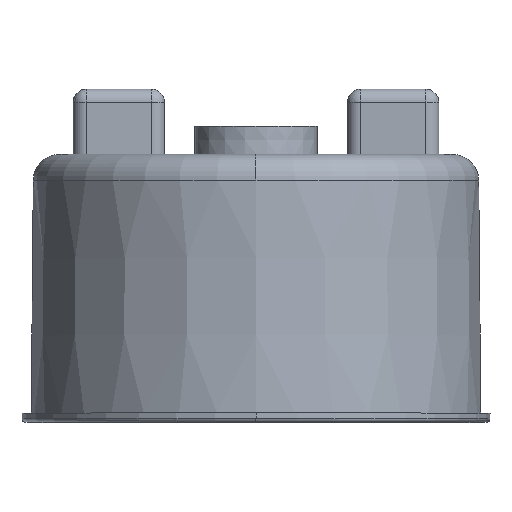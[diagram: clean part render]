
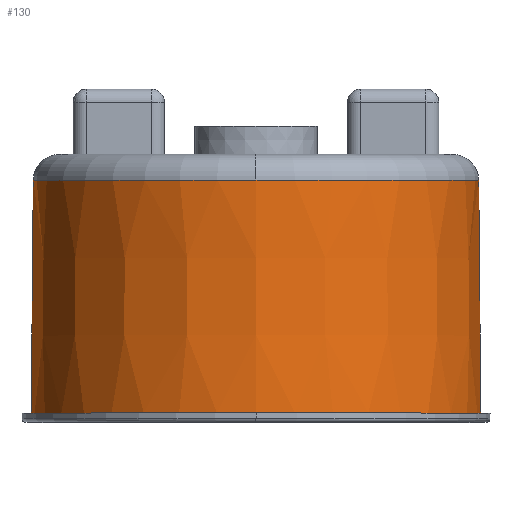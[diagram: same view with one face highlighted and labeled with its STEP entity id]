
A CAD part, top view. The second image highlights one B-rep face of the part: STEP entity #130.
In plain terms, the highlighted conical face has half-angle 0.5 degrees and reference radius 17.2 mm.
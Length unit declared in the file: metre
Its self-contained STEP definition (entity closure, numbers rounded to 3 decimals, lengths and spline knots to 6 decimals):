
#130=ADVANCED_FACE('0:51',(#271),#272,.T.);
#271=FACE_OUTER_BOUND('',#428,.T.);
#272=CONICAL_SURFACE('',#429,0.0172,0.009);
#428=EDGE_LOOP('',(#720,#721,#722,#723,#724));
#429=AXIS2_PLACEMENT_3D('',#725,#726,#727);
#720=ORIENTED_EDGE('',*,*,#945,.T.);
#721=ORIENTED_EDGE('',*,*,#975,.T.);
#722=ORIENTED_EDGE('',*,*,#1007,.T.);
#723=ORIENTED_EDGE('',*,*,#947,.T.);
#724=ORIENTED_EDGE('',*,*,#1008,.T.);
#725=CARTESIAN_POINT('',(0.0,0.0007,0.0));
#726=DIRECTION('',(0.0,-1.0,-0.0));
#727=DIRECTION('',(1.0,0.0,0.0));
#945=EDGE_CURVE('',#1132,#1133,#1134,.T.);
#947=EDGE_CURVE('',#1137,#1135,#1138,.T.);
#975=EDGE_CURVE('',#1133,#1178,#1181,.T.);
#1007=EDGE_CURVE('',#1178,#1137,#1223,.T.);
#1008=EDGE_CURVE('',#1135,#1132,#1224,.T.);
#1132=VERTEX_POINT('',#1368);
#1133=VERTEX_POINT('',#1369);
#1134=LINE('',#1370,#1371);
#1135=VERTEX_POINT('',#1372);
#1137=VERTEX_POINT('',#1374);
#1138=LINE('',#1375,#1376);
#1178=VERTEX_POINT('',#1422);
#1181=CIRCLE('',#1425,0.017045);
#1223=CIRCLE('',#1477,0.017045);
#1224=CIRCLE('',#1478,0.0172);
#1368=CARTESIAN_POINT('',(0.0172,0.0007,0.0));
#1369=CARTESIAN_POINT('',(0.017045,0.018517,0.));
#1370=CARTESIAN_POINT('',(0.0172,0.0007,0.));
#1371=VECTOR('',#1603,1.0);
#1372=CARTESIAN_POINT('',(-0.0172,0.0007,0.));
#1374=CARTESIAN_POINT('',(-0.017045,0.018517,0.));
#1375=CARTESIAN_POINT('',(-0.0172,0.0007,0.));
#1376=VECTOR('',#1607,1.0);
#1422=CARTESIAN_POINT('',(0.,0.018517,0.017045));
#1425=AXIS2_PLACEMENT_3D('',#1656,#1657,#1658);
#1477=AXIS2_PLACEMENT_3D('',#1702,#1703,#1704);
#1478=AXIS2_PLACEMENT_3D('',#1705,#1706,#1707);
#1603=DIRECTION('',(-0.009,1.,0.));
#1607=DIRECTION('',(-0.009,-1.,0.));
#1656=CARTESIAN_POINT('',(0.0,0.018517,0.0));
#1657=DIRECTION('',(0.0,-1.0,0.0));
#1658=DIRECTION('',(0.0,0.0,-1.0));
#1702=CARTESIAN_POINT('',(0.0,0.018517,0.0));
#1703=DIRECTION('',(0.0,-1.0,0.0));
#1704=DIRECTION('',(0.0,0.0,-1.0));
#1705=CARTESIAN_POINT('',(0.0,0.0007,0.0));
#1706=DIRECTION('',(-0.0,1.0,0.0));
#1707=DIRECTION('',(1.0,0.0,0.0));
